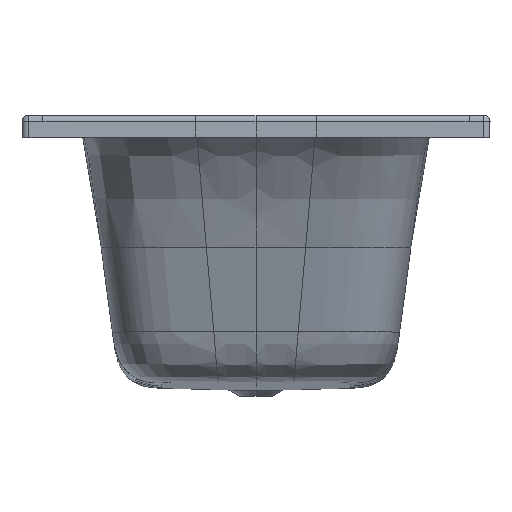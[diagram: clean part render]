
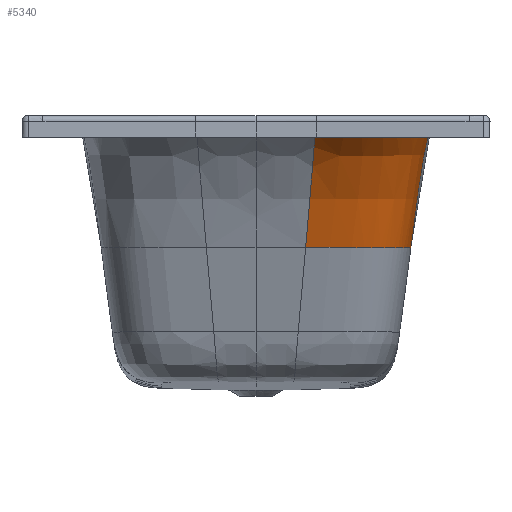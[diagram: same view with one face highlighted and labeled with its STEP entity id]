
A CAD part, left-side view. The second image highlights one B-rep face of the part: STEP entity #5340.
In plain terms, the highlighted free-form (B-spline) face has degree [3, 3] with [11, 4] control points.
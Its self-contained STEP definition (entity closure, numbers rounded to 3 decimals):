
#635=CARTESIAN_POINT('',(-450.03,-247.921,
-212.3));
#636=CARTESIAN_POINT('',(-476.234,-257.728,
-135.526));
#637=CARTESIAN_POINT('',(-502.442,-266.843,
-58.652));
#638=CARTESIAN_POINT('',(-551.013,-281.123,
-14.006));
#649=CARTESIAN_POINT('',(-611.511,-79.532,
-211.437));
#650=CARTESIAN_POINT('',(-638.688,-86.335,
-133.215));
#651=CARTESIAN_POINT('',(-669.1,-93.216,
-54.998));
#652=CARTESIAN_POINT('',(-750.144,-95.976,
-8.862));
#654=CARTESIAN_POINT('',(-750.144,-95.976,
-8.862));
#655=CARTESIAN_POINT('',(-750.131,-100.621,
-8.859));
#656=CARTESIAN_POINT('',(-750.092,-109.91,
-8.859));
#657=CARTESIAN_POINT('',(-749.83,-123.841,
-8.88));
#658=CARTESIAN_POINT('',(-749.18,-137.762,
-8.904));
#659=CARTESIAN_POINT('',(-747.843,-151.637,
-8.941));
#660=CARTESIAN_POINT('',(-745.561,-165.391,
-9.027));
#661=CARTESIAN_POINT('',(-742.168,-178.919,
-9.146));
#662=CARTESIAN_POINT('',(-737.462,-192.048,
-9.329));
#663=CARTESIAN_POINT('',(-733.433,-200.432,
-9.494));
#664=CARTESIAN_POINT('',(-731.198,-204.501,
-9.588));
#666=CARTESIAN_POINT('',(-731.198,-204.501,
-9.588));
#667=CARTESIAN_POINT('',(-729.722,-207.187,
-9.651));
#668=CARTESIAN_POINT('',(-726.585,-212.451,
-9.784));
#669=CARTESIAN_POINT('',(-719.578,-222.518,
-10.076));
#670=CARTESIAN_POINT('',(-709.534,-234.125,
-10.501));
#671=CARTESIAN_POINT('',(-695.724,-246.299,
-11.063));
#672=CARTESIAN_POINT('',(-685.553,-253.158,
-11.456));
#673=CARTESIAN_POINT('',(-680.276,-256.258,
-11.659));
#675=CARTESIAN_POINT('',(-680.276,-256.258,
-11.659));
#676=CARTESIAN_POINT('',(-675.932,-258.805,
-11.83));
#677=CARTESIAN_POINT('',(-666.995,-263.474,
-12.155));
#678=CARTESIAN_POINT('',(-652.984,-269.175,
-12.591));
#679=CARTESIAN_POINT('',(-638.517,-273.594,
-13.015));
#680=CARTESIAN_POINT('',(-623.733,-276.827,
-13.346));
#681=CARTESIAN_POINT('',(-608.752,-278.999,
-13.628));
#682=CARTESIAN_POINT('',(-593.667,-280.306,
-13.822));
#683=CARTESIAN_POINT('',(-578.535,-280.914,
-13.943));
#684=CARTESIAN_POINT('',(-568.448,-281.042,
-13.983));
#685=CARTESIAN_POINT('',(-563.402,-281.077,
-13.994));
#687=CARTESIAN_POINT('',(-563.402,-281.077,
-13.994));
#688=CARTESIAN_POINT('',(-559.277,-281.107,
-14.001));
#689=CARTESIAN_POINT('',(-555.137,-281.116,
-14.003));
#690=CARTESIAN_POINT('',(-551.013,-281.123,
-14.006));
#692=CARTESIAN_POINT('',(-450.03,-247.921,
-212.3));
#693=CARTESIAN_POINT('',(-465.64,-247.903,
-212.305));
#694=CARTESIAN_POINT('',(-495.132,-247.796,
-212.313));
#695=CARTESIAN_POINT('',(-532.75,-243.152,
-212.273));
#696=CARTESIAN_POINT('',(-562.872,-231.872,
-212.174));
#697=CARTESIAN_POINT('',(-585.194,-213.366,
-212.029));
#698=CARTESIAN_POINT('',(-600.008,-188.083,
-211.865));
#699=CARTESIAN_POINT('',(-608.211,-156.975,
-211.707));
#700=CARTESIAN_POINT('',(-611.329,-120.963,
-211.569));
#701=CARTESIAN_POINT('',(-611.461,-93.929,
-211.485));
#702=CARTESIAN_POINT('',(-611.511,-79.532,
-211.437));
#3293=CARTESIAN_POINT('',(-551.013,-281.123,
-14.006));
#3295=VERTEX_POINT('',#3293);
#3394=VERTEX_POINT('',#635);
#3395=VERTEX_POINT('',#649);
#3396=VERTEX_POINT('',#652);
#3397=VERTEX_POINT('',#664);
#3398=VERTEX_POINT('',#673);
#3399=VERTEX_POINT('',#685);
#5280=CARTESIAN_POINT('',(-555.908,-283.362,
-7.386));
#5281=CARTESIAN_POINT('',(-501.655,-267.632,
-51.151));
#5282=CARTESIAN_POINT('',(-474.207,-258.061,
-133.06));
#5283=CARTESIAN_POINT('',(-446.467,-247.641,
-214.508));
#5284=CARTESIAN_POINT('',(-572.301,-283.346,
-7.386));
#5285=CARTESIAN_POINT('',(-519.412,-267.613,
-51.152));
#5286=CARTESIAN_POINT('',(-491.235,-258.043,
-133.063));
#5287=CARTESIAN_POINT('',(-463.109,-247.624,
-214.513));
#5288=CARTESIAN_POINT('',(-602.4,-283.311,
-7.385));
#5289=CARTESIAN_POINT('',(-550.308,-267.592,
-51.159));
#5290=CARTESIAN_POINT('',(-522.085,-258.023,
-133.07));
#5291=CARTESIAN_POINT('',(-493.609,-247.606,
-214.522));
#5292=CARTESIAN_POINT('',(-643.316,-277.151,
-7.407));
#5293=CARTESIAN_POINT('',(-588.24,-262.485,
-51.579));
#5294=CARTESIAN_POINT('',(-560.381,-253.069,
-133.164));
#5295=CARTESIAN_POINT('',(-531.981,-242.876,
-214.478));
#5296=CARTESIAN_POINT('',(-679.215,-263.114,
-7.454));
#5297=CARTESIAN_POINT('',(-618.569,-250.389,
-52.368));
#5298=CARTESIAN_POINT('',(-590.221,-241.314,
-133.346));
#5299=CARTESIAN_POINT('',(-562.11,-231.609,
-214.37));
#5300=CARTESIAN_POINT('',(-709.354,-241.14,
-7.515));
#5301=CARTESIAN_POINT('',(-641.912,-230.69,
-53.303));
#5302=CARTESIAN_POINT('',(-612.259,-222.119,
-133.582));
#5303=CARTESIAN_POINT('',(-584.44,-213.122,
-214.215));
#5304=CARTESIAN_POINT('',(-732.027,-212.54,
-7.576));
#5305=CARTESIAN_POINT('',(-657.924,-204.035,
-54.07));
#5306=CARTESIAN_POINT('',(-626.885,-196.051,
-133.811));
#5307=CARTESIAN_POINT('',(-599.258,-187.861,
-214.039));
#5308=CARTESIAN_POINT('',(-746.158,-178.86,
-7.619));
#5309=CARTESIAN_POINT('',(-666.678,-171.654,
-54.414));
#5310=CARTESIAN_POINT('',(-635.022,-164.223,
-133.972));
#5311=CARTESIAN_POINT('',(-607.463,-156.773,
-213.873));
#5312=CARTESIAN_POINT('',(-752.218,-140.046,
-7.635));
#5313=CARTESIAN_POINT('',(-669.355,-133.974,
-54.271));
#5314=CARTESIAN_POINT('',(-638.226,-126.931,
-134.024));
#5315=CARTESIAN_POINT('',(-610.648,-119.992,
-213.727));
#5316=CARTESIAN_POINT('',(-752.275,-110.119,-7.63));
#5317=CARTESIAN_POINT('',(-668.793,-105.849,
-54.025));
#5318=CARTESIAN_POINT('',(-638.327,-98.852,
-133.98));
#5319=CARTESIAN_POINT('',(-610.718,-91.977,
-213.639));
#5320=CARTESIAN_POINT('',(-752.353,-92.909,
-7.628));
#5321=CARTESIAN_POINT('',(-668.909,-90.507,
-54.01));
#5322=CARTESIAN_POINT('',(-638.387,-83.452,
-133.949));
#5323=CARTESIAN_POINT('',(-610.771,-76.516,
-213.586));
#5324=B_SPLINE_SURFACE_WITH_KNOTS('',3,3,((#5280,#5281,#5282,#5283),(#5284,
#5285,#5286,#5287),(#5288,#5289,#5290,#5291),(#5292,#5293,#5294,#5295),(#5296,
#5297,#5298,#5299),(#5300,#5301,#5302,#5303),(#5304,#5305,#5306,#5307),(#5308,
#5309,#5310,#5311),(#5312,#5313,#5314,#5315),(#5316,#5317,#5318,#5319),(#5320,
#5321,#5322,#5323)),.UNSPECIFIED.,.F.,.F.,.F.,(4,1,1,1,1,1,1,1,4),(4,4),(
-2.589,43.281,86.563,129.844,
173.126,216.407,259.689,302.97,
349.074),(7.873,276.24),.UNSPECIFIED.);
#5326=ORIENTED_EDGE('',*,*,#5325,.T.);
#5328=ORIENTED_EDGE('',*,*,#5327,.T.);
#5330=ORIENTED_EDGE('',*,*,#5329,.T.);
#5332=ORIENTED_EDGE('',*,*,#5331,.T.);
#5334=ORIENTED_EDGE('',*,*,#5333,.T.);
#5335=ORIENTED_EDGE('',*,*,#5268,.F.);
#5337=ORIENTED_EDGE('',*,*,#5336,.T.);
#5338=EDGE_LOOP('',(#5326,#5328,#5330,#5332,#5334,#5335,#5337));
#5339=FACE_OUTER_BOUND('',#5338,.F.);
#5340=ADVANCED_FACE('',(#5339),#5324,.T.);
#639=B_SPLINE_CURVE_WITH_KNOTS('',3,(#635,#636,#637,#638),.UNSPECIFIED.,.F.,.F.,
(4,4),(0.,1.),.UNSPECIFIED.);
#653=B_SPLINE_CURVE_WITH_KNOTS('',3,(#649,#650,#651,#652),.UNSPECIFIED.,.F.,.F.,
(4,4),(0.,1.),.UNSPECIFIED.);
#665=B_SPLINE_CURVE_WITH_KNOTS('',3,(#654,#655,#656,#657,#658,#659,#660,#661,
#662,#663,#664),.UNSPECIFIED.,.F.,.F.,(4,1,1,1,1,1,1,1,4),(0.,
0.125,0.25,0.375,0.5,
0.625,0.75,0.875,1.),.UNSPECIFIED.);
#674=B_SPLINE_CURVE_WITH_KNOTS('',3,(#666,#667,#668,#669,#670,#671,#672,#673),
.UNSPECIFIED.,.F.,.F.,(4,1,1,1,1,4),(0.,0.125,0.25,
0.5,0.75,1.),.UNSPECIFIED.);
#686=B_SPLINE_CURVE_WITH_KNOTS('',3,(#675,#676,#677,#678,#679,#680,#681,#682,
#683,#684,#685),.UNSPECIFIED.,.F.,.F.,(4,1,1,1,1,1,1,1,4),(0.,
0.125,0.25,0.375,0.5,
0.625,0.75,0.875,1.),.UNSPECIFIED.);
#691=B_SPLINE_CURVE_WITH_KNOTS('',3,(#687,#688,#689,#690),.UNSPECIFIED.,.F.,.F.,
(4,4),(0.,1.),.UNSPECIFIED.);
#703=B_SPLINE_CURVE_WITH_KNOTS('',3,(#692,#693,#694,#695,#696,#697,#698,#699,
#700,#701,#702),.UNSPECIFIED.,.F.,.F.,(4,1,1,1,1,1,1,1,4),(0.,
0.125,0.25,0.375,0.5,
0.625,0.75,0.875,1.),.UNSPECIFIED.);
#5268=EDGE_CURVE('',#3394,#3295,#639,.T.);
#5325=EDGE_CURVE('',#3395,#3396,#653,.T.);
#5327=EDGE_CURVE('',#3396,#3397,#665,.T.);
#5329=EDGE_CURVE('',#3397,#3398,#674,.T.);
#5331=EDGE_CURVE('',#3398,#3399,#686,.T.);
#5333=EDGE_CURVE('',#3399,#3295,#691,.T.);
#5336=EDGE_CURVE('',#3394,#3395,#703,.T.);
